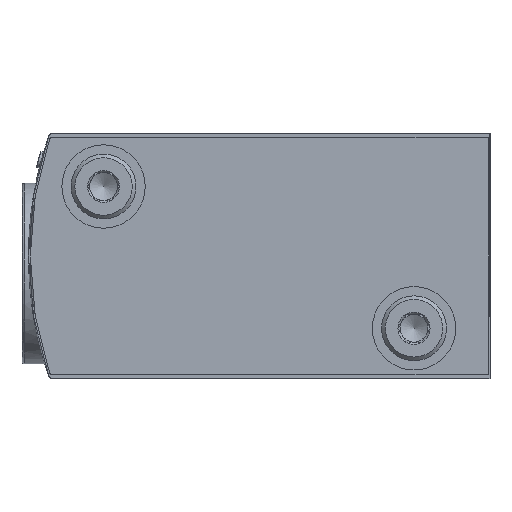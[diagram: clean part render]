
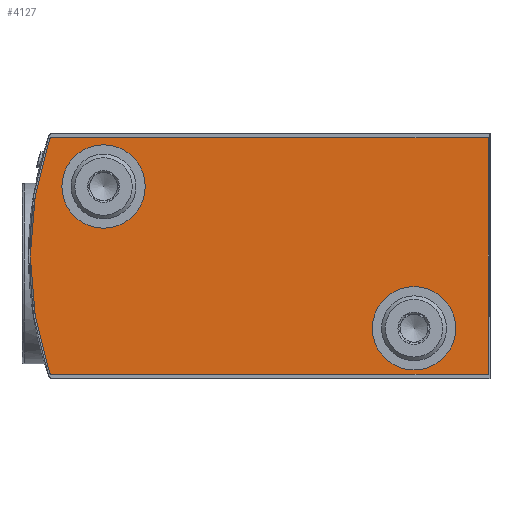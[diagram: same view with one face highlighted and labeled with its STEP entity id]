
A CAD part, left-side view. The second image highlights one B-rep face of the part: STEP entity #4127.
In plain terms, the highlighted planar face has unit normal (-1, 0, 0).
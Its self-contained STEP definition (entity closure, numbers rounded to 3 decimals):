
#499=LINE('',#6992,#853);
#502=LINE('',#6998,#856);
#505=LINE('',#7004,#859);
#853=VECTOR('',#5693,1000.);
#856=VECTOR('',#5698,1000.);
#859=VECTOR('',#5703,1000.);
#1885=ORIENTED_EDGE('',*,*,#2513,.T.);
#1886=ORIENTED_EDGE('',*,*,#2514,.T.);
#1887=ORIENTED_EDGE('',*,*,#2497,.F.);
#1888=ORIENTED_EDGE('',*,*,#2492,.F.);
#1889=ORIENTED_EDGE('',*,*,#2509,.F.);
#1890=ORIENTED_EDGE('',*,*,#2506,.F.);
#1891=ORIENTED_EDGE('',*,*,#2503,.F.);
#1892=ORIENTED_EDGE('',*,*,#2500,.F.);
#2492=EDGE_CURVE('',#2907,#2908,#3113,.T.);
#2497=EDGE_CURVE('',#2908,#2912,#3115,.T.);
#2500=EDGE_CURVE('',#2912,#2914,#499,.T.);
#2503=EDGE_CURVE('',#2914,#2916,#502,.T.);
#2506=EDGE_CURVE('',#2916,#2918,#505,.T.);
#2509=EDGE_CURVE('',#2918,#2907,#3117,.T.);
#2513=EDGE_CURVE('',#2922,#2922,#3121,.T.);
#2514=EDGE_CURVE('',#2923,#2923,#3122,.T.);
#2907=VERTEX_POINT('',#6966);
#2908=VERTEX_POINT('',#6967);
#2912=VERTEX_POINT('',#6987);
#2914=VERTEX_POINT('',#6993);
#2916=VERTEX_POINT('',#6999);
#2918=VERTEX_POINT('',#7005);
#2922=VERTEX_POINT('',#7019);
#2923=VERTEX_POINT('',#7021);
#3113=CIRCLE('',#4559,39.5);
#3115=CIRCLE('',#4562,0.2);
#3117=CIRCLE('',#4568,0.2);
#3121=CIRCLE('',#4574,4.5);
#3122=CIRCLE('',#4575,4.5);
#3405=EDGE_LOOP('',(#1885));
#3406=EDGE_LOOP('',(#1886));
#3407=EDGE_LOOP('',(#1887,#1888,#1889,#1890,#1891,#1892));
#3725=FACE_BOUND('',#3405,.T.);
#3726=FACE_BOUND('',#3406,.T.);
#3727=FACE_BOUND('',#3407,.T.);
#3907=PLANE('',#4573);
#4127=ADVANCED_FACE('',(#3725,#3726,#3727),#3907,.F.);
#4559=AXIS2_PLACEMENT_3D('',#6965,#5678,#5679);
#4562=AXIS2_PLACEMENT_3D('',#6986,#5686,#5687);
#4568=AXIS2_PLACEMENT_3D('',#7010,#5708,#5709);
#4573=AXIS2_PLACEMENT_3D('',#7017,#5718,#5719);
#4574=AXIS2_PLACEMENT_3D('',#7018,#5720,#5721);
#4575=AXIS2_PLACEMENT_3D('',#7020,#5722,#5723);
#5678=DIRECTION('',(1.,0.,0.));
#5679=DIRECTION('',(0.,0.,-1.));
#5686=DIRECTION('',(1.,0.,0.));
#5687=DIRECTION('',(0.,0.,-1.));
#5693=DIRECTION('',(0.,-1.,0.));
#5698=DIRECTION('',(0.,0.,-1.));
#5703=DIRECTION('',(0.,1.,0.));
#5708=DIRECTION('',(1.,0.,0.));
#5709=DIRECTION('',(0.,0.,-1.));
#5718=DIRECTION('',(1.,0.,0.));
#5719=DIRECTION('',(0.,0.,-1.));
#5720=DIRECTION('',(1.,0.,0.));
#5721=DIRECTION('',(0.,0.,-1.));
#5722=DIRECTION('',(1.,0.,0.));
#5723=DIRECTION('',(0.,0.,-1.));
#6965=CARTESIAN_POINT('',(0.,10.1,0.));
#6966=CARTESIAN_POINT('',(0.,47.532,-12.614));
#6967=CARTESIAN_POINT('',(0.,47.532,12.614));
#6986=CARTESIAN_POINT('',(0.,47.342,12.55));
#6987=CARTESIAN_POINT('',(0.,47.342,12.75));
#6992=CARTESIAN_POINT('',(0.,47.342,12.75));
#6993=CARTESIAN_POINT('',(0.,0.2,12.75));
#6998=CARTESIAN_POINT('',(0.,0.2,12.75));
#6999=CARTESIAN_POINT('',(0.,0.2,-12.75));
#7004=CARTESIAN_POINT('',(0.,0.2,-12.75));
#7005=CARTESIAN_POINT('',(0.,47.342,-12.75));
#7010=CARTESIAN_POINT('',(0.,47.342,-12.55));
#7017=CARTESIAN_POINT('',(0.,47.342,12.55));
#7018=CARTESIAN_POINT('',(0.,41.7,7.5));
#7019=CARTESIAN_POINT('',(0.,41.7,3.));
#7020=CARTESIAN_POINT('',(0.,8.2,-7.8));
#7021=CARTESIAN_POINT('',(0.,8.2,-12.3));
